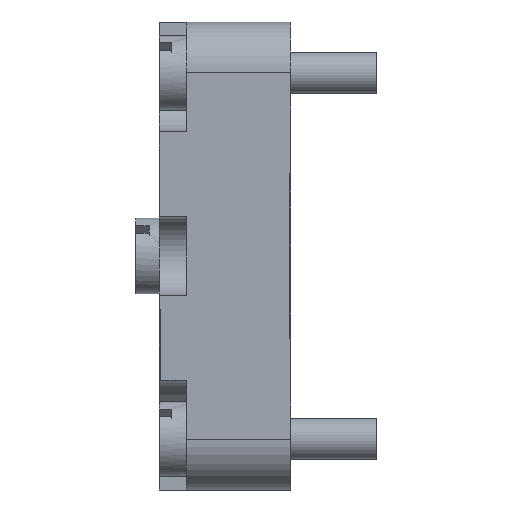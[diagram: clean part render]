
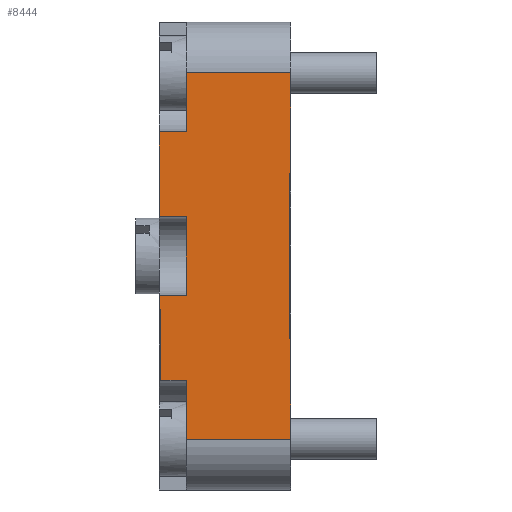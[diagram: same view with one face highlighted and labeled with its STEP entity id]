
A CAD part, left-side view. The second image highlights one B-rep face of the part: STEP entity #8444.
In plain terms, the highlighted free-form (B-spline) face has degree [1, 1] with [2, 2] control points.
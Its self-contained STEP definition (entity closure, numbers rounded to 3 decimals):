
#7879=CARTESIAN_POINT('V66',(-32.25,7.7,
   -13.5));
#7880=VERTEX_POINT('V66',#7879);
#7903=CARTESIAN_POINT('V67',(-32.25,0.,
   -13.5));
#7904=VERTEX_POINT('V67',#7903);
#7918=CARTESIAN_POINT('E80',(-32.25,0.,
   -13.5));
#7919=CARTESIAN_POINT('E80',(-32.25,7.7,
   -13.5));
#7920=B_SPLINE_CURVE_WITH_KNOTS('E80',1,(#7918,#7919),
   .POLYLINE_FORM.,.F.,.U.,(2,2),(0.0,0.794),
   .UNSPECIFIED.);
#7921=EDGE_CURVE('E80',#7904,#7880,#7920,.T.);
#7931=CARTESIAN_POINT('V60',(-32.25,7.7,
   -2.9));
#7932=VERTEX_POINT('V60',#7931);
#7933=CARTESIAN_POINT('V59',(-32.25,7.7,
   2.9));
#7934=VERTEX_POINT('V59',#7933);
#7950=CARTESIAN_POINT('E73',(-32.25,7.7,
   2.9));
#7951=CARTESIAN_POINT('E73',(-32.25,7.7,
   -2.9));
#7952=QUASI_UNIFORM_CURVE('E73',1,(#7950,#7951),.POLYLINE_FORM.,.F.,
   .U.);
#7953=EDGE_CURVE('E73',#7934,#7932,#7952,.T.);
#7976=CARTESIAN_POINT('V61',(-32.25,9.7,
   -2.9));
#7977=VERTEX_POINT('V61',#7976);
#7978=CARTESIAN_POINT('E74',(-32.25,7.7,
   -2.9));
#7979=CARTESIAN_POINT('E74',(-32.25,9.7,
   -2.9));
#7980=QUASI_UNIFORM_CURVE('E74',1,(#7978,#7979),.POLYLINE_FORM.,.F.,
   .U.);
#7981=EDGE_CURVE('E74',#7932,#7977,#7980,.T.);
#7984=CARTESIAN_POINT('V58',(-32.25,9.7,
   2.9));
#7985=VERTEX_POINT('V58',#7984);
#7986=CARTESIAN_POINT('E72',(-32.25,9.7,
   2.9));
#7987=CARTESIAN_POINT('E72',(-32.25,7.7,
   2.9));
#7988=QUASI_UNIFORM_CURVE('E72',1,(#7986,#7987),.POLYLINE_FORM.,.F.,
   .U.);
#7989=EDGE_CURVE('E72',#7985,#7934,#7988,.T.);
#8244=CARTESIAN_POINT('V55',(-32.25,7.7,
   13.5));
#8245=VERTEX_POINT('V55',#8244);
#8246=CARTESIAN_POINT('V56',(-32.25,7.7,
   9.15));
#8247=VERTEX_POINT('V56',#8246);
#8248=CARTESIAN_POINT('E69',(-32.25,7.7,
   13.5));
#8249=CARTESIAN_POINT('E69',(-32.25,7.7,
   9.15));
#8250=QUASI_UNIFORM_CURVE('E69',1,(#8248,#8249),.POLYLINE_FORM.,.F.,
   .U.);
#8251=EDGE_CURVE('E69',#8245,#8247,#8250,.T.);
#8323=CARTESIAN_POINT('V54',(-32.25,0.,
   13.5));
#8324=VERTEX_POINT('V54',#8323);
#8325=CARTESIAN_POINT('E68',(-32.25,0.,
   13.5));
#8326=CARTESIAN_POINT('E68',(-32.25,7.7,
   13.5));
#8327=B_SPLINE_CURVE_WITH_KNOTS('E68',1,(#8325,#8326),
   .POLYLINE_FORM.,.F.,.U.,(2,2),(0.0,0.794),
   .UNSPECIFIED.);
#8328=EDGE_CURVE('E68',#8324,#8245,#8327,.T.);
#8353=CARTESIAN_POINT('F18',(-32.25,9.7,
   13.5));
#8354=CARTESIAN_POINT('F18',(-32.25,9.7,
   -13.5));
#8355=CARTESIAN_POINT('F18',(-32.25,0.,
   13.5));
#8356=CARTESIAN_POINT('F18',(-32.25,0.,
   -13.5));
#8357=B_SPLINE_SURFACE_WITH_KNOTS('F18',1,1,((#8353,#8355),(#8354,
   #8356)),.PLANE_SURF.,.F.,.F.,.U.,(2,2),(2,2),(0.0,
   2.784),(0.0,1.0),.UNSPECIFIED.);
#8358=CARTESIAN_POINT('V51',(-32.25,0.1,
   -6.1));
#8359=VERTEX_POINT('V51',#8358);
#8360=CARTESIAN_POINT('V52',(-32.25,0.1,
   6.1));
#8361=VERTEX_POINT('V52',#8360);
#8362=CARTESIAN_POINT('E65',(-32.25,0.1,
   -6.1));
#8363=CARTESIAN_POINT('E65',(-32.25,0.1,
   6.1));
#8364=B_SPLINE_CURVE_WITH_KNOTS('E65',1,(#8362,#8363),
   .POLYLINE_FORM.,.F.,.U.,(2,2),(0.0,122.0),.UNSPECIFIED.);
#8365=EDGE_CURVE('E65',#8359,#8361,#8364,.T.);
#8366=ORIENTED_EDGE('E65',*,*,#8365,.T.);
#8367=CARTESIAN_POINT('V53',(-32.25,0.0,
   6.1));
#8368=VERTEX_POINT('V53',#8367);
#8369=CARTESIAN_POINT('E66',(-32.25,0.1,
   6.1));
#8370=CARTESIAN_POINT('E66',(-32.25,0.,
   6.1));
#8371=QUASI_UNIFORM_CURVE('E66',1,(#8369,#8370),.POLYLINE_FORM.,.F.,
   .U.);
#8372=EDGE_CURVE('E66',#8361,#8368,#8371,.T.);
#8373=ORIENTED_EDGE('E66',*,*,#8372,.T.);
#8374=CARTESIAN_POINT('E67',(-32.25,0.,
   13.5));
#8375=CARTESIAN_POINT('E67',(-32.25,0.,
   6.1));
#8376=B_SPLINE_CURVE_WITH_KNOTS('E67',1,(#8374,#8375),
   .POLYLINE_FORM.,.F.,.U.,(2,2),(0.0,0.274),
   .UNSPECIFIED.);
#8377=EDGE_CURVE('E67',#8324,#8368,#8376,.T.);
#8378=ORIENTED_EDGE('E67',*,*,#8377,.F.);
#8379=ORIENTED_EDGE('E68',*,*,#8328,.T.);
#8380=ORIENTED_EDGE('E69',*,*,#8251,.T.);
#8381=CARTESIAN_POINT('V57',(-32.25,9.7,
   9.15));
#8382=VERTEX_POINT('V57',#8381);
#8383=CARTESIAN_POINT('E70',(-32.25,7.7,
   9.15));
#8384=CARTESIAN_POINT('E70',(-32.25,9.7,
   9.15));
#8385=QUASI_UNIFORM_CURVE('E70',1,(#8383,#8384),.POLYLINE_FORM.,.F.,
   .U.);
#8386=EDGE_CURVE('E70',#8247,#8382,#8385,.T.);
#8387=ORIENTED_EDGE('E70',*,*,#8386,.T.);
#8388=CARTESIAN_POINT('E71',(-32.25,9.7,
   2.9));
#8389=CARTESIAN_POINT('E71',(-32.25,9.7,
   9.15));
#8390=B_SPLINE_CURVE_WITH_KNOTS('E71',1,(#8388,#8389),
   .POLYLINE_FORM.,.F.,.U.,(2,2),(0.607,
   0.839),.UNSPECIFIED.);
#8391=EDGE_CURVE('E71',#7985,#8382,#8390,.T.);
#8392=ORIENTED_EDGE('E71',*,*,#8391,.F.);
#8393=ORIENTED_EDGE('E72',*,*,#7989,.T.);
#8394=ORIENTED_EDGE('F109',*,*,#7953,.T.);
#8395=ORIENTED_EDGE('E74',*,*,#7981,.T.);
#8396=CARTESIAN_POINT('V62',(-32.25,9.7,
   -3.95));
#8397=VERTEX_POINT('V62',#8396);
#8398=CARTESIAN_POINT('E75',(-32.25,9.7,
   -3.95));
#8399=CARTESIAN_POINT('E75',(-32.25,9.7,
   -2.9));
#8400=B_SPLINE_CURVE_WITH_KNOTS('E75',1,(#8398,#8399),
   .POLYLINE_FORM.,.F.,.U.,(2,2),(0.354,
   0.393),.UNSPECIFIED.);
#8401=EDGE_CURVE('E75',#8397,#7977,#8400,.T.);
#8402=ORIENTED_EDGE('E75',*,*,#8401,.F.);
#8403=CARTESIAN_POINT('V63',(-32.25,9.6,
   -3.95));
#8404=VERTEX_POINT('V63',#8403);
#8405=CARTESIAN_POINT('E76',(-32.25,9.7,
   -3.95));
#8406=CARTESIAN_POINT('E76',(-32.25,9.6,
   -3.95));
#8407=QUASI_UNIFORM_CURVE('E76',1,(#8405,#8406),.POLYLINE_FORM.,.F.,
   .U.);
#8408=EDGE_CURVE('E76',#8397,#8404,#8407,.T.);
#8409=ORIENTED_EDGE('E76',*,*,#8408,.T.);
#8410=CARTESIAN_POINT('V64',(-32.25,9.6,
   -9.15));
#8411=VERTEX_POINT('V64',#8410);
#8412=CARTESIAN_POINT('E77',(-32.25,9.6,
   -3.95));
#8413=CARTESIAN_POINT('E77',(-32.25,9.6,
   -9.15));
#8414=B_SPLINE_CURVE_WITH_KNOTS('E77',1,(#8412,#8413),
   .POLYLINE_FORM.,.F.,.U.,(2,2),(3.,55.0),
   .UNSPECIFIED.);
#8415=EDGE_CURVE('E77',#8404,#8411,#8414,.T.);
#8416=ORIENTED_EDGE('E77',*,*,#8415,.T.);
#8417=CARTESIAN_POINT('V65',(-32.25,7.7,
   -9.15));
#8418=VERTEX_POINT('V65',#8417);
#8419=CARTESIAN_POINT('E78',(-32.25,9.6,
   -9.15));
#8420=CARTESIAN_POINT('E78',(-32.25,7.7,
   -9.15));
#8421=B_SPLINE_CURVE_WITH_KNOTS('E78',1,(#8419,#8420),
   .POLYLINE_FORM.,.F.,.U.,(2,2),(0.05,1.0),
   .UNSPECIFIED.);
#8422=EDGE_CURVE('E78',#8411,#8418,#8421,.T.);
#8423=ORIENTED_EDGE('E78',*,*,#8422,.T.);
#8424=CARTESIAN_POINT('E79',(-32.25,7.7,
   -9.15));
#8425=CARTESIAN_POINT('E79',(-32.25,7.7,
   -13.5));
#8426=QUASI_UNIFORM_CURVE('E79',1,(#8424,#8425),.POLYLINE_FORM.,.F.,
   .U.);
#8427=EDGE_CURVE('E79',#8418,#7880,#8426,.T.);
#8428=ORIENTED_EDGE('E79',*,*,#8427,.T.);
#8429=ORIENTED_EDGE('F105',*,*,#7921,.F.);
#8430=CARTESIAN_POINT('V68',(-32.25,0.0,
   -6.1));
#8431=VERTEX_POINT('V68',#8430);
#8432=CARTESIAN_POINT('E81',(-32.25,0.,
   -6.1));
#8433=CARTESIAN_POINT('E81',(-32.25,0.,
   -13.5));
#8434=B_SPLINE_CURVE_WITH_KNOTS('E81',1,(#8432,#8433),
   .POLYLINE_FORM.,.F.,.U.,(2,2),(0.726,1.0),
   .UNSPECIFIED.);
#8435=EDGE_CURVE('E81',#8431,#7904,#8434,.T.);
#8436=ORIENTED_EDGE('E81',*,*,#8435,.F.);
#8437=CARTESIAN_POINT('E82',(-32.25,0.,
   -6.1));
#8438=CARTESIAN_POINT('E82',(-32.25,0.1,
   -6.1));
#8439=QUASI_UNIFORM_CURVE('E82',1,(#8437,#8438),.POLYLINE_FORM.,.F.,
   .U.);
#8440=EDGE_CURVE('E82',#8431,#8359,#8439,.T.);
#8441=ORIENTED_EDGE('E82',*,*,#8440,.T.);
#8442=EDGE_LOOP('F18',(#8366,#8373,#8378,#8379,#8380,#8387,#8392,
   #8393,#8394,#8395,#8402,#8409,#8416,#8423,#8428,#8429,#8436,#8441)
   );
#8443=FACE_OUTER_BOUND('F18',#8442,.T.);
#8444=ADVANCED_FACE('F18',(#8443),#8357,.T.);
